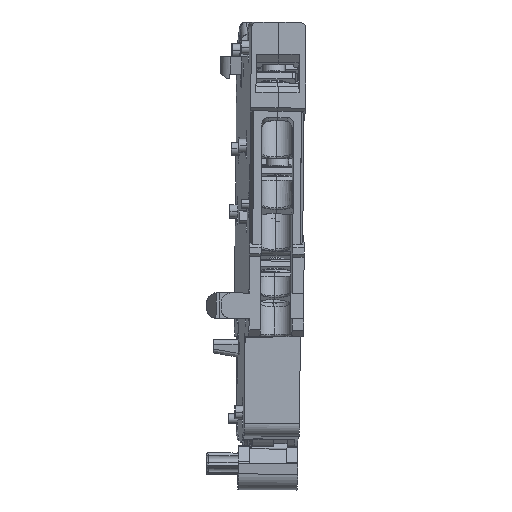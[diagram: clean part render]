
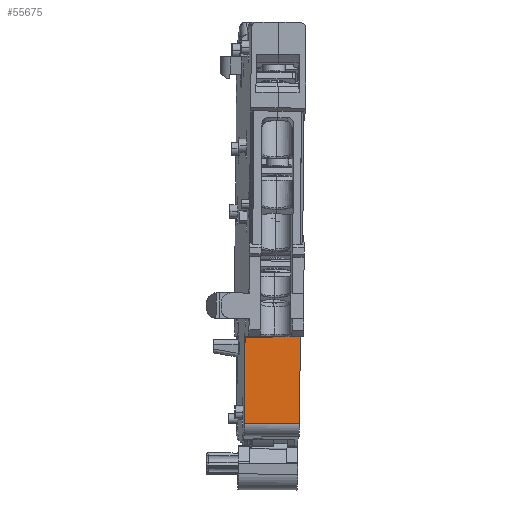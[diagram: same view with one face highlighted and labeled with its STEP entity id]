
A CAD part, left-side view. The second image highlights one B-rep face of the part: STEP entity #55675.
In plain terms, the highlighted face is planar.
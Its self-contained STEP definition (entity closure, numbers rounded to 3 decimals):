
#4482=DIRECTION('',(0.,0.,1.));
#4483=VECTOR('',#4482,13.711);
#4484=CARTESIAN_POINT('',(-14.2,0.,-13.711));
#4485=LINE('',#4484,#4483);
#9366=DIRECTION('',(0.,0.,1.));
#9367=VECTOR('',#9366,0.2);
#9368=CARTESIAN_POINT('',(-14.2,4.3,-0.2));
#9369=LINE('',#9368,#9367);
#9373=DIRECTION('',(0.,-1.,0.));
#9374=VECTOR('',#9373,4.3);
#9375=CARTESIAN_POINT('',(-14.2,4.3,0.));
#9376=LINE('',#9375,#9374);
#9387=DIRECTION('',(0.,-1.,0.));
#9388=VECTOR('',#9387,8.7);
#9389=CARTESIAN_POINT('',(-14.2,8.7,-13.711));
#9390=LINE('',#9389,#9388);
#9455=DIRECTION('',(0.,0.,-1.));
#9456=VECTOR('',#9455,13.511);
#9457=CARTESIAN_POINT('',(-14.2,8.7,-0.2));
#9458=LINE('',#9457,#9456);
#9558=DIRECTION('',(0.,1.,0.));
#9559=VECTOR('',#9558,4.4);
#9560=CARTESIAN_POINT('',(-14.2,4.3,-0.2));
#9561=LINE('',#9560,#9559);
#44996=CARTESIAN_POINT('',(-14.2,0.,-13.711));
#44997=VERTEX_POINT('',#44996);
#44998=CARTESIAN_POINT('',(-14.2,0.,0.));
#44999=VERTEX_POINT('',#44998);
#45576=CARTESIAN_POINT('',(-14.2,8.7,-0.2));
#45577=VERTEX_POINT('',#45576);
#45578=CARTESIAN_POINT('',(-14.2,8.7,-13.711));
#45579=VERTEX_POINT('',#45578);
#45600=CARTESIAN_POINT('',(-14.2,4.3,-0.2));
#45601=VERTEX_POINT('',#45600);
#45801=CARTESIAN_POINT('',(-14.2,4.3,0.));
#45802=VERTEX_POINT('',#45801);
#55658=CARTESIAN_POINT('',(-14.2,0.,-16.));
#55659=DIRECTION('',(-1.,0.,0.));
#55660=DIRECTION('',(0.,0.,1.));
#55661=AXIS2_PLACEMENT_3D('',#55658,#55659,#55660);
#55662=PLANE('',#55661);
#55664=ORIENTED_EDGE('',*,*,#55663,.F.);
#55666=ORIENTED_EDGE('',*,*,#55665,.F.);
#55668=ORIENTED_EDGE('',*,*,#55667,.F.);
#55670=ORIENTED_EDGE('',*,*,#55669,.T.);
#55671=ORIENTED_EDGE('',*,*,#55404,.T.);
#55672=ORIENTED_EDGE('',*,*,#51982,.F.);
#55673=EDGE_LOOP('',(#55664,#55666,#55668,#55670,#55671,#55672));
#55674=FACE_OUTER_BOUND('',#55673,.F.);
#55675=ADVANCED_FACE('',(#55674),#55662,.T.);
#51982=EDGE_CURVE('',#44997,#44999,#4485,.T.);
#55404=EDGE_CURVE('',#45802,#44999,#9376,.T.);
#55663=EDGE_CURVE('',#45579,#44997,#9390,.T.);
#55665=EDGE_CURVE('',#45577,#45579,#9458,.T.);
#55667=EDGE_CURVE('',#45601,#45577,#9561,.T.);
#55669=EDGE_CURVE('',#45601,#45802,#9369,.T.);
